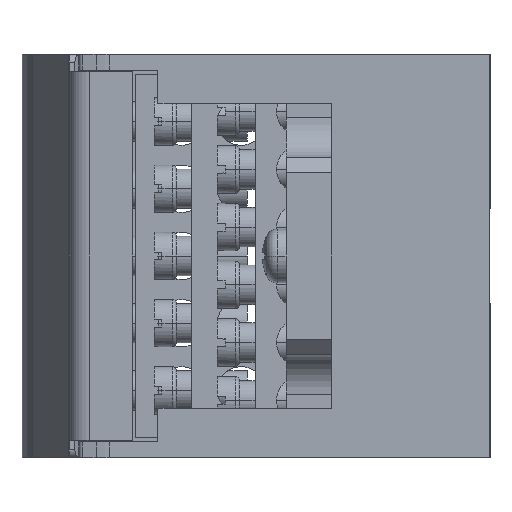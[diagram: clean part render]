
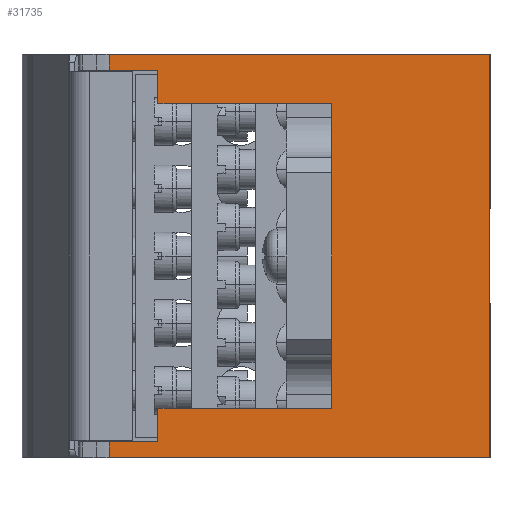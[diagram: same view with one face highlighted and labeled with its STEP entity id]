
A CAD part, left-side view. The second image highlights one B-rep face of the part: STEP entity #31735.
In plain terms, the highlighted planar face has unit normal (-1, 0, 0).
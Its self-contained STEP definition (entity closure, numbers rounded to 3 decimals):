
#799=DIRECTION('',(0.,0.,-1.));
#800=VECTOR('',#799,6.75);
#801=CARTESIAN_POINT('',(-21.,20.,-12.5));
#802=LINE('',#801,#800);
#815=DIRECTION('',(0.,0.,-1.));
#816=VECTOR('',#815,6.75);
#817=CARTESIAN_POINT('',(-21.,20.,19.25));
#818=LINE('',#817,#816);
#9658=DIRECTION('',(0.,0.,1.));
#9659=VECTOR('',#9658,25.);
#9660=CARTESIAN_POINT('',(-21.,20.,-12.5));
#9661=LINE('',#9660,#9659);
#9662=DIRECTION('',(0.,1.,0.));
#9663=VECTOR('',#9662,6.172);
#9664=CARTESIAN_POINT('',(-21.,42.,23.5));
#9665=LINE('',#9664,#9663);
#9666=DIRECTION('',(0.,0.,1.));
#9667=VECTOR('',#9666,2.);
#9668=CARTESIAN_POINT('',(-21.,48.172,23.5));
#9669=LINE('',#9668,#9667);
#9670=DIRECTION('',(0.,-1.,0.));
#9671=VECTOR('',#9670,48.172);
#9672=CARTESIAN_POINT('',(-21.,48.172,25.5));
#9673=LINE('',#9672,#9671);
#9674=DIRECTION('',(0.,1.,0.));
#9675=VECTOR('',#9674,48.172);
#9676=CARTESIAN_POINT('',(-21.,0.,-25.5));
#9677=LINE('',#9676,#9675);
#9678=DIRECTION('',(0.,-1.,0.));
#9679=VECTOR('',#9678,6.172);
#9680=CARTESIAN_POINT('',(-21.,48.172,-23.5));
#9681=LINE('',#9680,#9679);
#9686=DIRECTION('',(0.,-1.,0.));
#9687=VECTOR('',#9686,22.);
#9688=CARTESIAN_POINT('',(-21.,42.,19.25));
#9689=LINE('',#9688,#9687);
#9698=DIRECTION('',(0.,0.,-1.));
#9699=VECTOR('',#9698,4.25);
#9700=CARTESIAN_POINT('',(-21.,42.,23.5));
#9701=LINE('',#9700,#9699);
#11278=DIRECTION('',(0.,0.,-1.));
#11279=VECTOR('',#11278,2.);
#11280=CARTESIAN_POINT('',(-21.,48.172,-23.5));
#11281=LINE('',#11280,#11279);
#11596=DIRECTION('',(0.,0.,1.));
#11597=VECTOR('',#11596,51.);
#11598=CARTESIAN_POINT('',(-21.,0.,-25.5));
#11599=LINE('',#11598,#11597);
#12588=DIRECTION('',(0.,0.,-1.));
#12589=VECTOR('',#12588,4.25);
#12590=CARTESIAN_POINT('',(-21.,42.,-19.25));
#12591=LINE('',#12590,#12589);
#12612=DIRECTION('',(0.,1.,0.));
#12613=VECTOR('',#12612,22.);
#12614=CARTESIAN_POINT('',(-21.,20.,-19.25));
#12615=LINE('',#12614,#12613);
#13123=CARTESIAN_POINT('',(-21.,48.172,-25.5));
#13124=VERTEX_POINT('',#13123);
#13125=CARTESIAN_POINT('',(-21.,0.,-25.5));
#13126=VERTEX_POINT('',#13125);
#13193=CARTESIAN_POINT('',(-21.,48.172,23.5));
#13194=VERTEX_POINT('',#13193);
#13196=CARTESIAN_POINT('',(-21.,42.,23.5));
#13198=VERTEX_POINT('',#13196);
#13271=CARTESIAN_POINT('',(-21.,0.,25.5));
#13272=VERTEX_POINT('',#13271);
#13273=CARTESIAN_POINT('',(-21.,48.172,25.5));
#13274=VERTEX_POINT('',#13273);
#13301=CARTESIAN_POINT('',(-21.,48.172,-23.5));
#13303=VERTEX_POINT('',#13301);
#13317=CARTESIAN_POINT('',(-21.,42.,-23.5));
#13318=VERTEX_POINT('',#13317);
#13319=CARTESIAN_POINT('',(-21.,42.,-19.25));
#13320=VERTEX_POINT('',#13319);
#13321=CARTESIAN_POINT('',(-21.,20.,-19.25));
#13322=VERTEX_POINT('',#13321);
#13323=CARTESIAN_POINT('',(-21.,42.,19.25));
#13324=CARTESIAN_POINT('',(-21.,20.,19.25));
#13325=VERTEX_POINT('',#13323);
#13326=VERTEX_POINT('',#13324);
#16063=CARTESIAN_POINT('',(-21.,20.,-12.5));
#16064=CARTESIAN_POINT('',(-21.,20.,12.5));
#16065=VERTEX_POINT('',#16063);
#16066=VERTEX_POINT('',#16064);
#31703=CARTESIAN_POINT('',(-21.,24.086,0.));
#31704=DIRECTION('',(1.,0.,0.));
#31705=DIRECTION('',(0.,-1.,0.));
#31706=AXIS2_PLACEMENT_3D('',#31703,#31704,#31705);
#31707=PLANE('',#31706);
#31708=ORIENTED_EDGE('',*,*,#17578,.T.);
#31709=ORIENTED_EDGE('',*,*,#17465,.F.);
#31711=ORIENTED_EDGE('',*,*,#31710,.F.);
#31713=ORIENTED_EDGE('',*,*,#31712,.F.);
#31715=ORIENTED_EDGE('',*,*,#31714,.T.);
#31717=ORIENTED_EDGE('',*,*,#31716,.T.);
#31719=ORIENTED_EDGE('',*,*,#31718,.T.);
#31721=ORIENTED_EDGE('',*,*,#31720,.F.);
#31723=ORIENTED_EDGE('',*,*,#31722,.T.);
#31725=ORIENTED_EDGE('',*,*,#31724,.F.);
#31727=ORIENTED_EDGE('',*,*,#31726,.T.);
#31729=ORIENTED_EDGE('',*,*,#31728,.F.);
#31731=ORIENTED_EDGE('',*,*,#31730,.F.);
#31732=ORIENTED_EDGE('',*,*,#17449,.F.);
#31733=EDGE_LOOP('',(#31708,#31709,#31711,#31713,#31715,#31717,#31719,#31721,
#31723,#31725,#31727,#31729,#31731,#31732));
#31734=FACE_OUTER_BOUND('',#31733,.F.);
#17449=EDGE_CURVE('',#16065,#13322,#802,.T.);
#17465=EDGE_CURVE('',#13326,#16066,#818,.T.);
#17578=EDGE_CURVE('',#16065,#16066,#9661,.T.);
#31710=EDGE_CURVE('',#13325,#13326,#9689,.T.);
#31712=EDGE_CURVE('',#13198,#13325,#9701,.T.);
#31714=EDGE_CURVE('',#13198,#13194,#9665,.T.);
#31716=EDGE_CURVE('',#13194,#13274,#9669,.T.);
#31718=EDGE_CURVE('',#13274,#13272,#9673,.T.);
#31720=EDGE_CURVE('',#13126,#13272,#11599,.T.);
#31722=EDGE_CURVE('',#13126,#13124,#9677,.T.);
#31724=EDGE_CURVE('',#13303,#13124,#11281,.T.);
#31726=EDGE_CURVE('',#13303,#13318,#9681,.T.);
#31728=EDGE_CURVE('',#13320,#13318,#12591,.T.);
#31730=EDGE_CURVE('',#13322,#13320,#12615,.T.);
#31735=ADVANCED_FACE('',(#31734),#31707,.F.);
